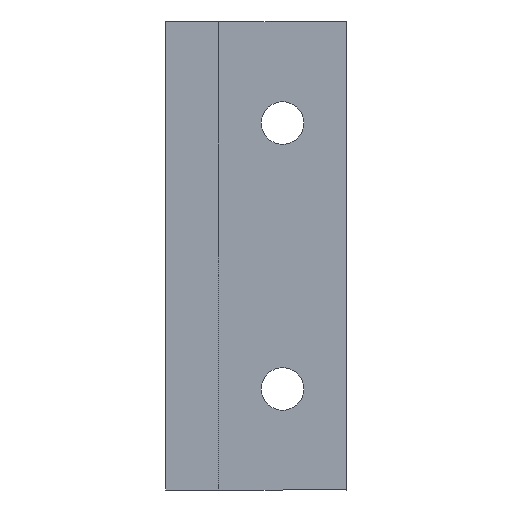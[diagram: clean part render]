
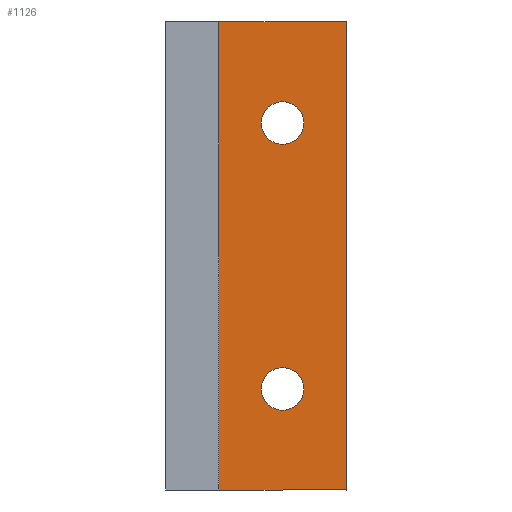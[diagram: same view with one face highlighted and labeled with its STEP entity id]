
A CAD part, left-side view. The second image highlights one B-rep face of the part: STEP entity #1126.
In plain terms, the highlighted planar face has unit normal (-1, 0, 0).
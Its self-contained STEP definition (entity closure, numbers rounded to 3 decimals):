
#57 = VERTEX_POINT('',#58);
#58 = CARTESIAN_POINT('',(189.,-5.,0.));
#72 = PLANE('',#73);
#73 = AXIS2_PLACEMENT_3D('',#74,#75,#76);
#74 = CARTESIAN_POINT('',(96.624,-5.,22.));
#75 = DIRECTION('',(0.,1.,0.));
#76 = DIRECTION('',(0.,0.,1.));
#100 = PLANE('',#101);
#101 = AXIS2_PLACEMENT_3D('',#102,#103,#104);
#102 = CARTESIAN_POINT('',(189.,-5.,0.));
#103 = DIRECTION('',(0.,0.,1.));
#104 = DIRECTION('',(1.,0.,0.));
#535 = VERTEX_POINT('',#536);
#536 = CARTESIAN_POINT('',(189.,-5.,44.));
#557 = EDGE_CURVE('',#535,#57,#558,.T.);
#558 = SURFACE_CURVE('',#559,(#563,#570),.PCURVE_S1.);
#559 = LINE('',#560,#561);
#560 = CARTESIAN_POINT('',(189.,-5.,44.));
#561 = VECTOR('',#562,1.);
#562 = DIRECTION('',(0.,0.,-1.));
#563 = PCURVE('',#72,#564);
#564 = DEFINITIONAL_REPRESENTATION('',(#565),#569);
#565 = LINE('',#566,#567);
#566 = CARTESIAN_POINT('',(22.,92.376));
#567 = VECTOR('',#568,1.);
#568 = DIRECTION('',(-1.,0.));
#569 = ( GEOMETRIC_REPRESENTATION_CONTEXT(2) 
PARAMETRIC_REPRESENTATION_CONTEXT() REPRESENTATION_CONTEXT('2D SPACE',''
  ) );
#570 = PCURVE('',#571,#576);
#571 = PLANE('',#572);
#572 = AXIS2_PLACEMENT_3D('',#573,#574,#575);
#573 = CARTESIAN_POINT('',(189.,-5.,44.));
#574 = DIRECTION('',(1.,0.,0.));
#575 = DIRECTION('',(0.,0.,-1.));
#576 = DEFINITIONAL_REPRESENTATION('',(#577),#581);
#577 = LINE('',#578,#579);
#578 = CARTESIAN_POINT('',(0.,0.));
#579 = VECTOR('',#580,1.);
#580 = DIRECTION('',(1.,0.));
#581 = ( GEOMETRIC_REPRESENTATION_CONTEXT(2) 
PARAMETRIC_REPRESENTATION_CONTEXT() REPRESENTATION_CONTEXT('2D SPACE',''
  ) );
#740 = EDGE_CURVE('',#57,#741,#743,.T.);
#741 = VERTEX_POINT('',#742);
#742 = CARTESIAN_POINT('',(189.,-17.,0.));
#743 = SURFACE_CURVE('',#744,(#748,#755),.PCURVE_S1.);
#744 = LINE('',#745,#746);
#745 = CARTESIAN_POINT('',(189.,-5.,0.));
#746 = VECTOR('',#747,1.);
#747 = DIRECTION('',(0.,-1.,0.));
#748 = PCURVE('',#100,#749);
#749 = DEFINITIONAL_REPRESENTATION('',(#750),#754);
#750 = LINE('',#751,#752);
#751 = CARTESIAN_POINT('',(0.,0.));
#752 = VECTOR('',#753,1.);
#753 = DIRECTION('',(0.,-1.));
#754 = ( GEOMETRIC_REPRESENTATION_CONTEXT(2) 
PARAMETRIC_REPRESENTATION_CONTEXT() REPRESENTATION_CONTEXT('2D SPACE',''
  ) );
#755 = PCURVE('',#571,#756);
#756 = DEFINITIONAL_REPRESENTATION('',(#757),#761);
#757 = LINE('',#758,#759);
#758 = CARTESIAN_POINT('',(44.,0.));
#759 = VECTOR('',#760,1.);
#760 = DIRECTION('',(0.,-1.));
#761 = ( GEOMETRIC_REPRESENTATION_CONTEXT(2) 
PARAMETRIC_REPRESENTATION_CONTEXT() REPRESENTATION_CONTEXT('2D SPACE',''
  ) );
#779 = PLANE('',#780);
#780 = AXIS2_PLACEMENT_3D('',#781,#782,#783);
#781 = CARTESIAN_POINT('',(191.,-17.,22.));
#782 = DIRECTION('',(0.,1.,0.));
#783 = DIRECTION('',(0.,0.,1.));
#831 = PLANE('',#832);
#832 = AXIS2_PLACEMENT_3D('',#833,#834,#835);
#833 = CARTESIAN_POINT('',(193.,-5.,44.));
#834 = DIRECTION('',(0.,0.,-1.));
#835 = DIRECTION('',(-1.,0.,0.));
#918 = CYLINDRICAL_SURFACE('',#919,2.);
#919 = AXIS2_PLACEMENT_3D('',#920,#921,#922);
#920 = CARTESIAN_POINT('',(193.,-11.,34.5));
#921 = DIRECTION('',(1.,0.,0.));
#922 = DIRECTION('',(0.,0.,1.));
#953 = CYLINDRICAL_SURFACE('',#954,2.);
#954 = AXIS2_PLACEMENT_3D('',#955,#956,#957);
#955 = CARTESIAN_POINT('',(193.,-11.,9.5));
#956 = DIRECTION('',(1.,0.,0.));
#957 = DIRECTION('',(0.,0.,1.));
#1126 = ADVANCED_FACE('',(#1127,#1175,#1201),#571,.F.);
#1127 = FACE_BOUND('',#1128,.F.);
#1128 = EDGE_LOOP('',(#1129,#1152,#1173,#1174));
#1129 = ORIENTED_EDGE('',*,*,#1130,.T.);
#1130 = EDGE_CURVE('',#535,#1131,#1133,.T.);
#1131 = VERTEX_POINT('',#1132);
#1132 = CARTESIAN_POINT('',(189.,-17.,44.));
#1133 = SURFACE_CURVE('',#1134,(#1138,#1145),.PCURVE_S1.);
#1134 = LINE('',#1135,#1136);
#1135 = CARTESIAN_POINT('',(189.,-5.,44.));
#1136 = VECTOR('',#1137,1.);
#1137 = DIRECTION('',(0.,-1.,0.));
#1138 = PCURVE('',#571,#1139);
#1139 = DEFINITIONAL_REPRESENTATION('',(#1140),#1144);
#1140 = LINE('',#1141,#1142);
#1141 = CARTESIAN_POINT('',(0.,0.));
#1142 = VECTOR('',#1143,1.);
#1143 = DIRECTION('',(0.,-1.));
#1144 = ( GEOMETRIC_REPRESENTATION_CONTEXT(2) 
PARAMETRIC_REPRESENTATION_CONTEXT() REPRESENTATION_CONTEXT('2D SPACE',''
  ) );
#1145 = PCURVE('',#831,#1146);
#1146 = DEFINITIONAL_REPRESENTATION('',(#1147),#1151);
#1147 = LINE('',#1148,#1149);
#1148 = CARTESIAN_POINT('',(4.,0.));
#1149 = VECTOR('',#1150,1.);
#1150 = DIRECTION('',(0.,-1.));
#1151 = ( GEOMETRIC_REPRESENTATION_CONTEXT(2) 
PARAMETRIC_REPRESENTATION_CONTEXT() REPRESENTATION_CONTEXT('2D SPACE',''
  ) );
#1152 = ORIENTED_EDGE('',*,*,#1153,.T.);
#1153 = EDGE_CURVE('',#1131,#741,#1154,.T.);
#1154 = SURFACE_CURVE('',#1155,(#1159,#1166),.PCURVE_S1.);
#1155 = LINE('',#1156,#1157);
#1156 = CARTESIAN_POINT('',(189.,-17.,44.));
#1157 = VECTOR('',#1158,1.);
#1158 = DIRECTION('',(0.,0.,-1.));
#1159 = PCURVE('',#571,#1160);
#1160 = DEFINITIONAL_REPRESENTATION('',(#1161),#1165);
#1161 = LINE('',#1162,#1163);
#1162 = CARTESIAN_POINT('',(0.,-12.));
#1163 = VECTOR('',#1164,1.);
#1164 = DIRECTION('',(1.,0.));
#1165 = ( GEOMETRIC_REPRESENTATION_CONTEXT(2) 
PARAMETRIC_REPRESENTATION_CONTEXT() REPRESENTATION_CONTEXT('2D SPACE',''
  ) );
#1166 = PCURVE('',#779,#1167);
#1167 = DEFINITIONAL_REPRESENTATION('',(#1168),#1172);
#1168 = LINE('',#1169,#1170);
#1169 = CARTESIAN_POINT('',(22.,-2.));
#1170 = VECTOR('',#1171,1.);
#1171 = DIRECTION('',(-1.,0.));
#1172 = ( GEOMETRIC_REPRESENTATION_CONTEXT(2) 
PARAMETRIC_REPRESENTATION_CONTEXT() REPRESENTATION_CONTEXT('2D SPACE',''
  ) );
#1173 = ORIENTED_EDGE('',*,*,#740,.F.);
#1174 = ORIENTED_EDGE('',*,*,#557,.F.);
#1175 = FACE_BOUND('',#1176,.F.);
#1176 = EDGE_LOOP('',(#1177));
#1177 = ORIENTED_EDGE('',*,*,#1178,.F.);
#1178 = EDGE_CURVE('',#1179,#1179,#1181,.T.);
#1179 = VERTEX_POINT('',#1180);
#1180 = CARTESIAN_POINT('',(189.,-11.,36.5));
#1181 = SURFACE_CURVE('',#1182,(#1187,#1194),.PCURVE_S1.);
#1182 = CIRCLE('',#1183,2.);
#1183 = AXIS2_PLACEMENT_3D('',#1184,#1185,#1186);
#1184 = CARTESIAN_POINT('',(189.,-11.,34.5));
#1185 = DIRECTION('',(1.,0.,0.));
#1186 = DIRECTION('',(0.,0.,1.));
#1187 = PCURVE('',#571,#1188);
#1188 = DEFINITIONAL_REPRESENTATION('',(#1189),#1193);
#1189 = CIRCLE('',#1190,2.);
#1190 = AXIS2_PLACEMENT_2D('',#1191,#1192);
#1191 = CARTESIAN_POINT('',(9.5,-6.));
#1192 = DIRECTION('',(-1.,0.));
#1193 = ( GEOMETRIC_REPRESENTATION_CONTEXT(2) 
PARAMETRIC_REPRESENTATION_CONTEXT() REPRESENTATION_CONTEXT('2D SPACE',''
  ) );
#1194 = PCURVE('',#918,#1195);
#1195 = DEFINITIONAL_REPRESENTATION('',(#1196),#1200);
#1196 = LINE('',#1197,#1198);
#1197 = CARTESIAN_POINT('',(0.,-4.));
#1198 = VECTOR('',#1199,1.);
#1199 = DIRECTION('',(1.,0.));
#1200 = ( GEOMETRIC_REPRESENTATION_CONTEXT(2) 
PARAMETRIC_REPRESENTATION_CONTEXT() REPRESENTATION_CONTEXT('2D SPACE',''
  ) );
#1201 = FACE_BOUND('',#1202,.F.);
#1202 = EDGE_LOOP('',(#1203));
#1203 = ORIENTED_EDGE('',*,*,#1204,.F.);
#1204 = EDGE_CURVE('',#1205,#1205,#1207,.T.);
#1205 = VERTEX_POINT('',#1206);
#1206 = CARTESIAN_POINT('',(189.,-11.,11.5));
#1207 = SURFACE_CURVE('',#1208,(#1213,#1220),.PCURVE_S1.);
#1208 = CIRCLE('',#1209,2.);
#1209 = AXIS2_PLACEMENT_3D('',#1210,#1211,#1212);
#1210 = CARTESIAN_POINT('',(189.,-11.,9.5));
#1211 = DIRECTION('',(1.,0.,0.));
#1212 = DIRECTION('',(0.,0.,1.));
#1213 = PCURVE('',#571,#1214);
#1214 = DEFINITIONAL_REPRESENTATION('',(#1215),#1219);
#1215 = CIRCLE('',#1216,2.);
#1216 = AXIS2_PLACEMENT_2D('',#1217,#1218);
#1217 = CARTESIAN_POINT('',(34.5,-6.));
#1218 = DIRECTION('',(-1.,0.));
#1219 = ( GEOMETRIC_REPRESENTATION_CONTEXT(2) 
PARAMETRIC_REPRESENTATION_CONTEXT() REPRESENTATION_CONTEXT('2D SPACE',''
  ) );
#1220 = PCURVE('',#953,#1221);
#1221 = DEFINITIONAL_REPRESENTATION('',(#1222),#1226);
#1222 = LINE('',#1223,#1224);
#1223 = CARTESIAN_POINT('',(0.,-4.));
#1224 = VECTOR('',#1225,1.);
#1225 = DIRECTION('',(1.,0.));
#1226 = ( GEOMETRIC_REPRESENTATION_CONTEXT(2) 
PARAMETRIC_REPRESENTATION_CONTEXT() REPRESENTATION_CONTEXT('2D SPACE',''
  ) );
